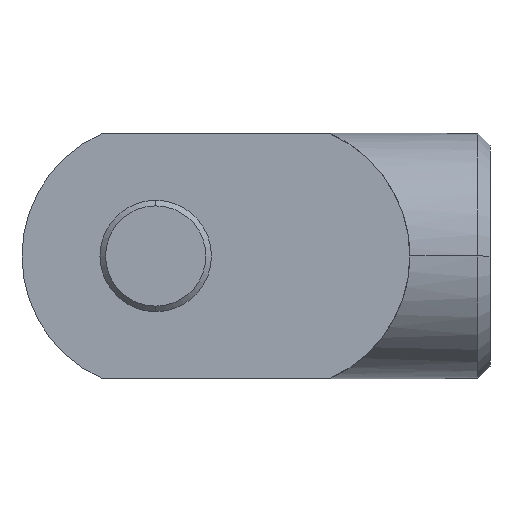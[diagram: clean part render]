
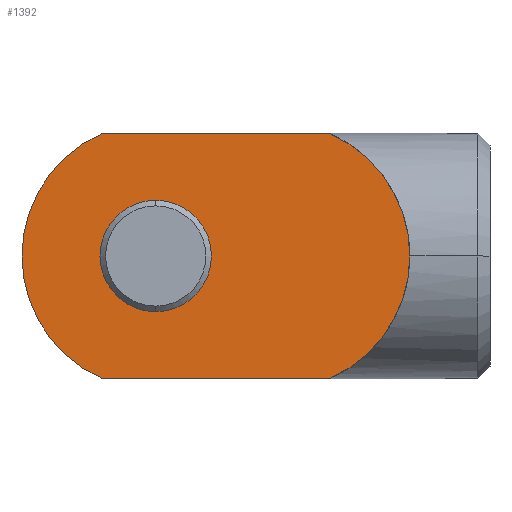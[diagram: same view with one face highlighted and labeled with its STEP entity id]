
A CAD part, left-side view. The second image highlights one B-rep face of the part: STEP entity #1392.
In plain terms, the highlighted planar face has unit normal (-1, 0, 0).
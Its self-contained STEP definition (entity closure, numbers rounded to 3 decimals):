
#37 = LINE ( 'NONE', #724, #54 ) ;
#38 = DIRECTION ( 'NONE',  ( 0., -1., 0. ) ) ;
#40 = CARTESIAN_POINT ( 'NONE',  ( -18., -17.4, -11. ) ) ;
#54 = VECTOR ( 'NONE', #723, 1000. ) ;
#74 = DIRECTION ( 'NONE',  ( 0., 0., -1. ) ) ;
#95 = DIRECTION ( 'NONE',  ( 1., 0., 0. ) ) ;
#113 = PLANE ( 'NONE',  #946 ) ;
#118 = CIRCLE ( 'NONE', #1458, 5. ) ;
#123 = LINE ( 'NONE', #40, #175 ) ;
#148 = VERTEX_POINT ( 'NONE', #814 ) ;
#151 = DIRECTION ( 'NONE',  ( 0., 0., -1. ) ) ;
#154 = DIRECTION ( 'NONE',  ( 1., 0., 0. ) ) ;
#156 = CARTESIAN_POINT ( 'NONE',  ( -18., 5.4, 0. ) ) ;
#172 = ORIENTED_EDGE ( 'NONE', *, *, #873, .T. ) ;
#175 = VECTOR ( 'NONE', #38, 1000. ) ;
#189 = CARTESIAN_POINT ( 'NONE',  ( -18., 10.196, 11. ) ) ;
#197 = AXIS2_PLACEMENT_3D ( 'NONE', #1318, #1317, #1305 ) ;
#250 = AXIS2_PLACEMENT_3D ( 'NONE', #611, #608, #607 ) ;
#291 = CARTESIAN_POINT ( 'NONE',  ( -18., -17.4, 11. ) ) ;
#390 = CARTESIAN_POINT ( 'NONE',  ( -18., -10.196, 11. ) ) ;
#404 = ORIENTED_EDGE ( 'NONE', *, *, #1041, .T. ) ;
#408 = AXIS2_PLACEMENT_3D ( 'NONE', #521, #520, #515 ) ;
#415 = VERTEX_POINT ( 'NONE', #1126 ) ;
#452 = VERTEX_POINT ( 'NONE', #1055 ) ;
#513 = CIRCLE ( 'NONE', #197, 12. ) ;
#515 = DIRECTION ( 'NONE',  ( 0., 0., -1. ) ) ;
#520 = DIRECTION ( 'NONE',  ( -1., 0., 0. ) ) ;
#521 = CARTESIAN_POINT ( 'NONE',  ( -18., 5.4, 0. ) ) ;
#574 = FACE_OUTER_BOUND ( 'NONE', #1170, .T. ) ;
#607 = DIRECTION ( 'NONE',  ( 0., 0., -1. ) ) ;
#608 = DIRECTION ( 'NONE',  ( 1., 0., 0. ) ) ;
#611 = CARTESIAN_POINT ( 'NONE',  ( -18., 5.4, 0. ) ) ;
#613 = EDGE_CURVE ( 'NONE', #973, #148, #513, .T. ) ;
#723 = DIRECTION ( 'NONE',  ( 0., -1., 0. ) ) ;
#724 = CARTESIAN_POINT ( 'NONE',  ( -18., -17.4, 11. ) ) ;
#791 = EDGE_CURVE ( 'NONE', #1034, #973, #37, .T. ) ;
#814 = CARTESIAN_POINT ( 'NONE',  ( -18., -10.196, -11. ) ) ;
#873 = EDGE_CURVE ( 'NONE', #452, #1423, #1461, .T. ) ;
#876 = EDGE_CURVE ( 'NONE', #1034, #415, #1207, .T. ) ;
#946 = AXIS2_PLACEMENT_3D ( 'NONE', #291, #95, #74 ) ;
#973 = VERTEX_POINT ( 'NONE', #390 ) ;
#1009 = CARTESIAN_POINT ( 'NONE',  ( -18., 5.4, 5. ) ) ;
#1032 = ORIENTED_EDGE ( 'NONE', *, *, #791, .F. ) ;
#1034 = VERTEX_POINT ( 'NONE', #189 ) ;
#1041 = EDGE_CURVE ( 'NONE', #1423, #452, #118, .T. ) ;
#1055 = CARTESIAN_POINT ( 'NONE',  ( -18., 5.4, -5. ) ) ;
#1092 = EDGE_CURVE ( 'NONE', #415, #148, #123, .T. ) ;
#1126 = CARTESIAN_POINT ( 'NONE',  ( -18., 10.196, -11. ) ) ;
#1130 = ORIENTED_EDGE ( 'NONE', *, *, #613, .F. ) ;
#1143 = ORIENTED_EDGE ( 'NONE', *, *, #1092, .T. ) ;
#1170 = EDGE_LOOP ( 'NONE', ( #1130, #1032, #1394, #1143 ) ) ;
#1207 = CIRCLE ( 'NONE', #408, 12. ) ;
#1265 = FACE_BOUND ( 'NONE', #1340, .T. ) ;
#1305 = DIRECTION ( 'NONE',  ( 0., 0., -1. ) ) ;
#1317 = DIRECTION ( 'NONE',  ( 1., 0., 0. ) ) ;
#1318 = CARTESIAN_POINT ( 'NONE',  ( -18., -5.4, 0. ) ) ;
#1340 = EDGE_LOOP ( 'NONE', ( #172, #404 ) ) ;
#1392 = ADVANCED_FACE ( 'NONE', ( #1265, #574 ), #113, .F. ) ;
#1394 = ORIENTED_EDGE ( 'NONE', *, *, #876, .T. ) ;
#1423 = VERTEX_POINT ( 'NONE', #1009 ) ;
#1458 = AXIS2_PLACEMENT_3D ( 'NONE', #156, #154, #151 ) ;
#1461 = CIRCLE ( 'NONE', #250, 5. ) ;
